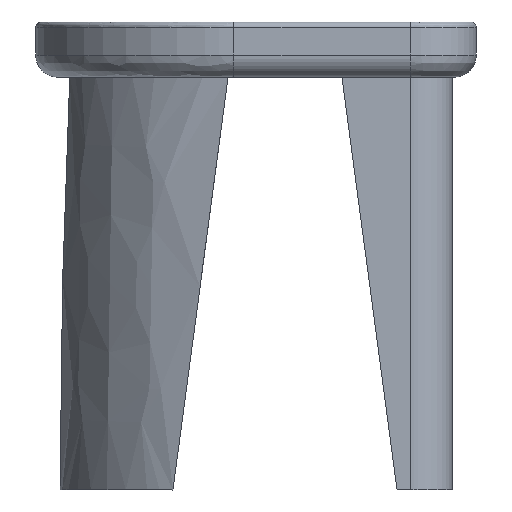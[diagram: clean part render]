
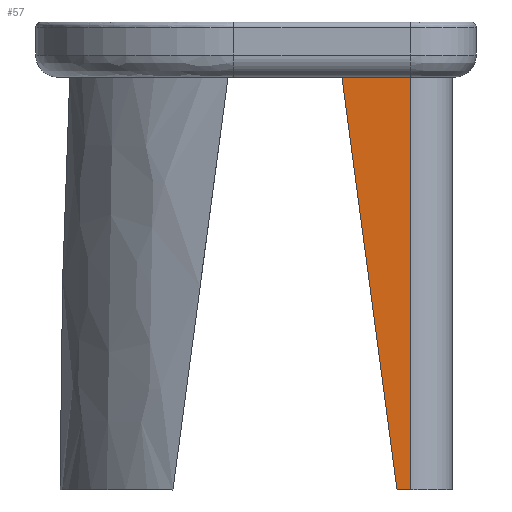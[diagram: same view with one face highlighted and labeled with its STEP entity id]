
A CAD part, left-side view. The second image highlights one B-rep face of the part: STEP entity #57.
In plain terms, the highlighted planar face has unit normal (-1, 0, 0).
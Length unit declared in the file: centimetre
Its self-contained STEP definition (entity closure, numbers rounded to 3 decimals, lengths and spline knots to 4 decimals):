
#57=ADVANCED_FACE('',(#134),#1191,.T.);
#134=FACE_OUTER_BOUND('',#211,.T.);
#211=EDGE_LOOP('',(#367,#368,#369,#370));
#367=ORIENTED_EDGE('',*,*,#691,.F.);
#368=ORIENTED_EDGE('',*,*,#697,.F.);
#369=ORIENTED_EDGE('',*,*,#698,.T.);
#370=ORIENTED_EDGE('',*,*,#689,.F.);
#689=EDGE_CURVE('',#1065,#1066,#875,.T.);
#691=EDGE_CURVE('',#1068,#1065,#877,.T.);
#697=EDGE_CURVE('',#1070,#1068,#883,.T.);
#698=EDGE_CURVE('',#1070,#1066,#884,.T.);
#875=B_SPLINE_CURVE_WITH_KNOTS('',3,(#8800,#8801,#8802,#8803),
 .UNSPECIFIED.,.F.,.F.,(4,4),(-378.3187,0.),.UNSPECIFIED.);
#877=B_SPLINE_CURVE_WITH_KNOTS('',3,(#8806,#8807,#8808,#8809),
 .UNSPECIFIED.,.F.,.F.,(4,4),(-3394.8891,-3366.9206),
 .UNSPECIFIED.);
#883=B_SPLINE_CURVE_WITH_KNOTS('',1,(#8880,#8881),.UNSPECIFIED.,.F.,.F.,
(2,2),(-400.,-25.),.UNSPECIFIED.);
#884=B_SPLINE_CURVE_WITH_KNOTS('',3,(#8882,#8883,#8884,#8885),
 .UNSPECIFIED.,.F.,.F.,(4,4),(-3394.8891,-3250.7175),
 .UNSPECIFIED.);
#1065=VERTEX_POINT('',#8285);
#1066=VERTEX_POINT('',#8286);
#1068=VERTEX_POINT('',#8288);
#1070=VERTEX_POINT('',#8290);
#1191=PLANE('',#1283);
#1283=AXIS2_PLACEMENT_3D('',#2357,#1334,$);
#1334=DIRECTION('',(-1.,0.,0.));
#2357=CARTESIAN_POINT('',(-22.7863,21.9959,-42.));
#8285=CARTESIAN_POINT('',(-22.7862,7.1951,-39.5));
#8286=CARTESIAN_POINT('',(-22.7863,12.1951,-2.));
#8288=CARTESIAN_POINT('',(-22.7862,5.9917,-39.5));
#8290=CARTESIAN_POINT('',(-22.7862,5.9917,-2.));
#8800=CARTESIAN_POINT('',(-22.7862,7.1951,-39.5));
#8801=CARTESIAN_POINT('',(-22.7862,8.8618,-27.));
#8802=CARTESIAN_POINT('',(-22.7862,10.5285,-14.5));
#8803=CARTESIAN_POINT('',(-22.7863,12.1951,-2.));
#8806=CARTESIAN_POINT('',(-22.7862,5.9917,-39.5));
#8807=CARTESIAN_POINT('',(-22.7862,6.3928,-39.5));
#8808=CARTESIAN_POINT('',(-22.7862,6.794,-39.5));
#8809=CARTESIAN_POINT('',(-22.7862,7.1951,-39.5));
#8880=CARTESIAN_POINT('',(-22.7862,5.9917,-2.));
#8881=CARTESIAN_POINT('',(-22.7862,5.9917,-39.5));
#8882=CARTESIAN_POINT('',(-22.7862,5.9917,-2.));
#8883=CARTESIAN_POINT('',(-22.7862,8.0595,-2.));
#8884=CARTESIAN_POINT('',(-22.7862,10.1273,-2.));
#8885=CARTESIAN_POINT('',(-22.7863,12.1951,-2.));
